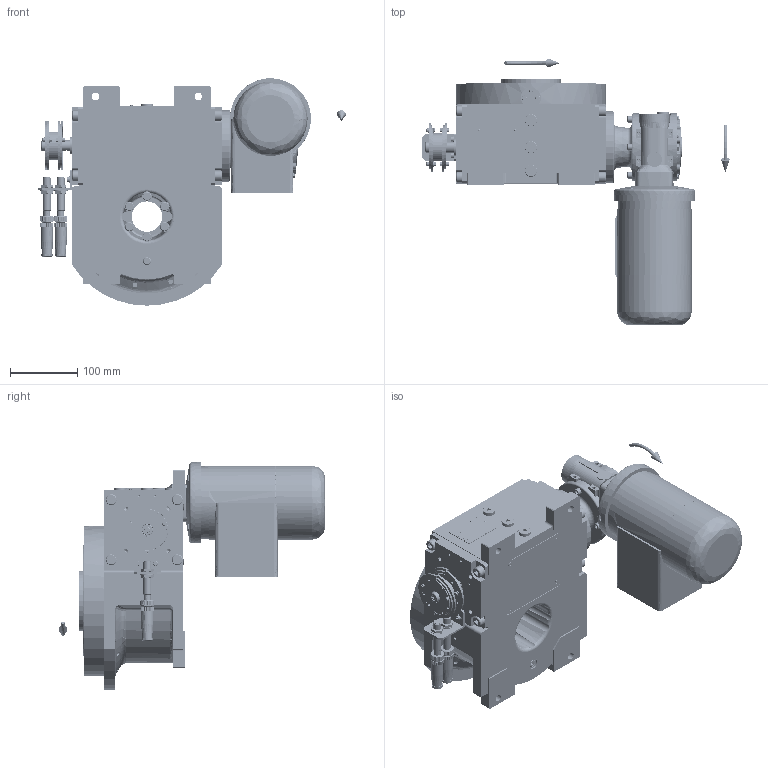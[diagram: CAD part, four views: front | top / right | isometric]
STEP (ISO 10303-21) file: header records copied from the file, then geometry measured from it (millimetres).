
FILE_DESCRIPTION (( 'STEP AP203' ), '1' );
FILE_NAME ('PC5200639.step', '2024-09-17T13:01:04', ( '' ), ( '' ), 'SwSTEP 2.0', 'SolidWorks 2020', '' );
FILE_SCHEMA (( 'CONFIG_CONTROL_DESIGN' ));
Length unit declared in the file: millimetre
Products named in the file (92): cfn2003_01_054; cfn2155_01_056; 900_00_00_005; olio_agip_blasia_150; cfn2000_01_126; rig06_005_n_01; cfn2151_01_109; AS_rig06_002_bl_022; cfn2158_01_011; CFN2356_03_047.stp; AS_rig06_071_8_m; cfn2000_01_124; AS_900_00_00_005; RMI40_F1_SX_56B5; cfn2151_01_290; cfn2128_04_004; AS_900_38_30_003; cfn2000_01_103; cfn2000_01_161; CFN2104_02_017.stp; cfn2158_01_010; CFN2000_01_185.stp; rig06_001_a; cfn2104_01_016; AS_rig06_004_s_001; cfn2107_01_001; 9004_2512; AS_cfn2400_04_024; cfn2070_05_005; 900_38_30_003; cfn2128_19_002; PC5200639; AS_rig06_004; cfn2400_04_024; rig06_003_8; freccia_angolare; RIG06_021_AF0.stp; cfn2115_02_178; AS_rig06_017; cfn2115_02_165 ...
Assembly tree (88 placements, depth 5):
  olio_agip_blasia_150
  cfn2151_01_109
  CFN2356_03_047.stp
  cfn2151_01_290
  cfn2158_01_010
Bounding box: 455.5 x 395.5 x 336.93 mm (x, y, z)
Volume: 5337783.2 mm3; surface area: 1103649.2 mm2
Topology: 76 solids, 76 shells, 5782 faces, 14733 edges, 9354 vertices
Faces by surface type: plane 2658, cylinder 1946, cone 935, torus 152, bspline 85, sphere 6
Entity records: 165382 total; most frequent: CARTESIAN_POINT 45194, ORIENTED_EDGE 23094, DIRECTION 23018, EDGE_CURVE 11547, AXIS2_PLACEMENT_3D 8447, VERTEX_POINT 7408, LINE 6124, VECTOR 6124
